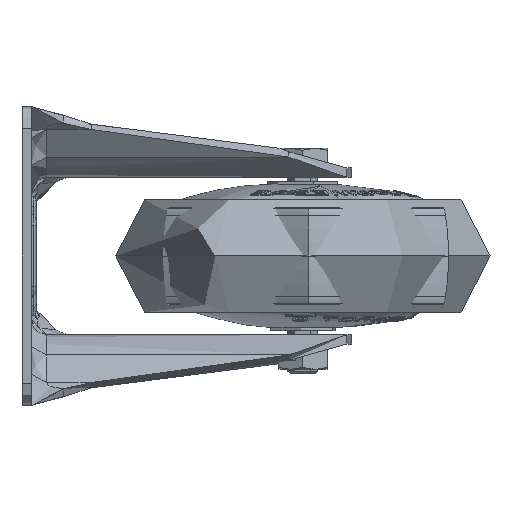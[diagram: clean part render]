
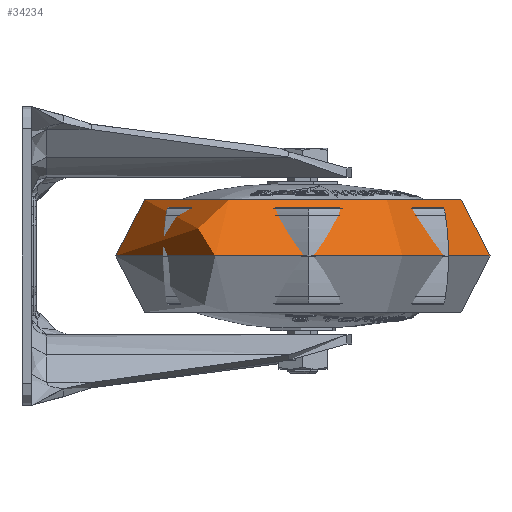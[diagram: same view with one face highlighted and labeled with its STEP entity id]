
A CAD part, left-side view. The second image highlights one B-rep face of the part: STEP entity #34234.
In plain terms, the highlighted free-form (B-spline) face has degree [3, 3] with [4, 4] control points.
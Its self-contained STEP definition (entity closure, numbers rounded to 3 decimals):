
#613 = CARTESIAN_POINT ( 'NONE',  ( 1.711, -121.759, 15. ) ) ;
#1690 = CARTESIAN_POINT ( 'NONE',  ( 1.828, -124.967, 0. ) ) ;
#2181 = CARTESIAN_POINT ( 'NONE',  ( -98.105, -128.623, 8.787 ) ) ;
#2935 = ORIENTED_EDGE ( 'NONE', *, *, #32833, .F. ) ;
#5074 = CARTESIAN_POINT ( 'NONE',  ( -1.545, -32.778, 15. ) ) ;
#5110 = VERTEX_POINT ( 'NONE', #35693 ) ;
#5367 = CARTESIAN_POINT ( 'NONE',  ( -82.899, -120.311, 15. ) ) ;
#6070 = CARTESIAN_POINT ( 'NONE',  ( -1.828, -25.033, 0. ) ) ;
#6167 = EDGE_CURVE ( 'NONE', #55053, #45123, #41518, .T. ) ;
#6647 = CARTESIAN_POINT ( 'NONE',  ( 1.828, -124.967, 0. ) ) ;
#14304 = CARTESIAN_POINT ( 'NONE',  ( -1.545, -32.778, 15. ) ) ;
#16764 = EDGE_CURVE ( 'NONE', #5110, #55053, #33568, .T. ) ;
#18163 = CARTESIAN_POINT ( 'NONE',  ( 1.828, -124.967, 8.787 ) ) ;
#19613 = CARTESIAN_POINT ( 'NONE',  ( -1.545, -32.778, 15. ) ) ;
#19653 = CARTESIAN_POINT ( 'NONE',  ( -1.711, -28.241, 15. ) ) ;
#19844 = CARTESIAN_POINT ( 'NONE',  ( 1.711, -121.759, 15. ) ) ;
#20341 = CARTESIAN_POINT ( 'NONE',  ( 1.828, -124.967, 8.787 ) ) ;
#22970 =( BOUNDED_SURFACE ( )  B_SPLINE_SURFACE ( 3, 3, ( 
 ( #29231, #47364, #29539, #6647 ),
 ( #47661, #24782, #2181, #20341 ),
 ( #19653, #55836, #37760, #613 ),
 ( #5074, #45807, #5367, #46679 ) ),
 .UNSPECIFIED., .F., .F., .F. ) 
 B_SPLINE_SURFACE_WITH_KNOTS ( ( 4, 4 ),
 ( 4, 4 ),
 ( 0., 1. ),
 ( 0., 1. ),
 .UNSPECIFIED. ) 
 GEOMETRIC_REPRESENTATION_ITEM ( )  RATIONAL_B_SPLINE_SURFACE ( (
 ( 1., 0.333, 0.333, 1.),
 ( 0.805, 0.268, 0.268, 0.805),
 ( 0.805, 0.268, 0.268, 0.805),
 ( 1., 0.333, 0.333, 1.) ) ) 
 REPRESENTATION_ITEM ( '' )  SURFACE ( )  );
#23435 = ORIENTED_EDGE ( 'NONE', *, *, #6167, .F. ) ;
#23607 = EDGE_CURVE ( 'NONE', #45123, #37513, #25224, .T. ) ;
#24782 = CARTESIAN_POINT ( 'NONE',  ( -101.761, -28.69, 8.787 ) ) ;
#25224 =( BOUNDED_CURVE ( )  B_SPLINE_CURVE ( 3, ( #46368, #58530, #54378, #14304 ),
 .UNSPECIFIED., .F., .F. ) 
 B_SPLINE_CURVE_WITH_KNOTS ( ( 4, 4 ),
 ( 1.571, 3.142 ),
 .UNSPECIFIED. ) 
 CURVE ( )  GEOMETRIC_REPRESENTATION_ITEM ( )  RATIONAL_B_SPLINE_CURVE ( ( 1., 0.805, 0.805, 1. ) ) 
 REPRESENTATION_ITEM ( '' )  );
#29231 = CARTESIAN_POINT ( 'NONE',  ( -1.828, -25.033, 0. ) ) ;
#29539 = CARTESIAN_POINT ( 'NONE',  ( -98.105, -128.623, 0. ) ) ;
#32029 = CARTESIAN_POINT ( 'NONE',  ( 0., -75., 0. ) ) ;
#32625 = DIRECTION ( 'NONE',  ( -0.999, -0.037, 0. ) ) ;
#32644 = ORIENTED_EDGE ( 'NONE', *, *, #23607, .F. ) ;
#32833 = EDGE_CURVE ( 'NONE', #37513, #5110, #49721, .T. ) ;
#33568 =( BOUNDED_CURVE ( )  B_SPLINE_CURVE ( 3, ( #45486, #19844, #18163, #1690 ),
 .UNSPECIFIED., .F., .F. ) 
 B_SPLINE_CURVE_WITH_KNOTS ( ( 4, 4 ),
 ( 3.142, 4.712 ),
 .UNSPECIFIED. ) 
 CURVE ( )  GEOMETRIC_REPRESENTATION_ITEM ( )  RATIONAL_B_SPLINE_CURVE ( ( 1., 0.805, 0.805, 1. ) ) 
 REPRESENTATION_ITEM ( '' )  );
#34234 = ADVANCED_FACE ( 'NONE', ( #37855 ), #22970, .F. ) ;
#35516 = AXIS2_PLACEMENT_3D ( 'NONE', #40314, #48654, #58406 ) ;
#35693 = CARTESIAN_POINT ( 'NONE',  ( 1.545, -117.222, 15. ) ) ;
#37513 = VERTEX_POINT ( 'NONE', #19613 ) ;
#37760 = CARTESIAN_POINT ( 'NONE',  ( -91.806, -125.18, 15. ) ) ;
#37855 = FACE_OUTER_BOUND ( 'NONE', #45474, .T. ) ;
#40314 = CARTESIAN_POINT ( 'NONE',  ( 0., -75., 15. ) ) ;
#41518 = CIRCLE ( 'NONE', #58586, 50. ) ;
#45123 = VERTEX_POINT ( 'NONE', #6070 ) ;
#45474 = EDGE_LOOP ( 'NONE', ( #50306, #2935, #32644, #23435 ) ) ;
#45486 = CARTESIAN_POINT ( 'NONE',  ( 1.545, -117.222, 15. ) ) ;
#45807 = CARTESIAN_POINT ( 'NONE',  ( -85.988, -35.868, 15. ) ) ;
#46368 = CARTESIAN_POINT ( 'NONE',  ( -1.828, -25.033, 0. ) ) ;
#46679 = CARTESIAN_POINT ( 'NONE',  ( 1.545, -117.222, 15. ) ) ;
#47364 = CARTESIAN_POINT ( 'NONE',  ( -101.761, -28.69, 0. ) ) ;
#47661 = CARTESIAN_POINT ( 'NONE',  ( -1.828, -25.033, 8.787 ) ) ;
#48654 = DIRECTION ( 'NONE',  ( 0., 0., 1. ) ) ;
#48900 = CARTESIAN_POINT ( 'NONE',  ( 1.828, -124.967, 0. ) ) ;
#49721 = CIRCLE ( 'NONE', #35516, 42.25 ) ;
#50306 = ORIENTED_EDGE ( 'NONE', *, *, #16764, .F. ) ;
#50982 = DIRECTION ( 'NONE',  ( 0., 0., -1. ) ) ;
#54378 = CARTESIAN_POINT ( 'NONE',  ( -1.711, -28.241, 15. ) ) ;
#55053 = VERTEX_POINT ( 'NONE', #48900 ) ;
#55836 = CARTESIAN_POINT ( 'NONE',  ( -95.228, -31.663, 15. ) ) ;
#58406 = DIRECTION ( 'NONE',  ( 0.999, 0.037, 0. ) ) ;
#58530 = CARTESIAN_POINT ( 'NONE',  ( -1.828, -25.033, 8.787 ) ) ;
#58586 = AXIS2_PLACEMENT_3D ( 'NONE', #32029, #50982, #32625 ) ;
